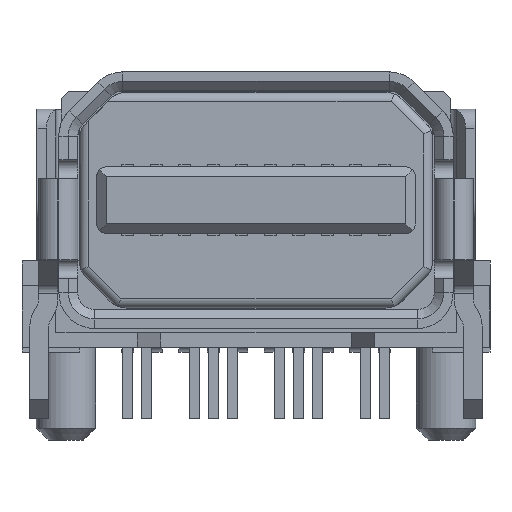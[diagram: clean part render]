
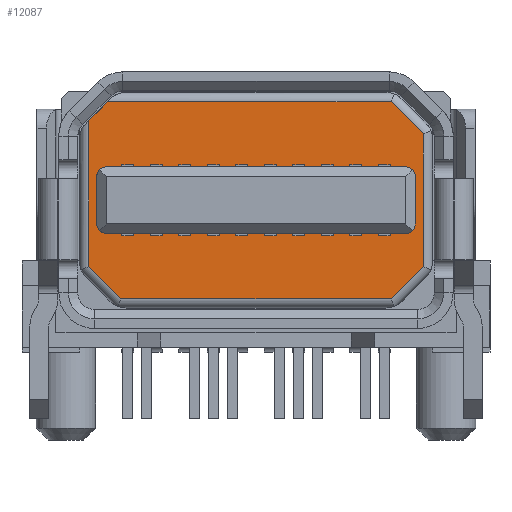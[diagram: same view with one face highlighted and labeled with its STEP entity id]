
A CAD part, front view. The second image highlights one B-rep face of the part: STEP entity #12087.
In plain terms, the highlighted planar face has unit normal (0, -1, 0).
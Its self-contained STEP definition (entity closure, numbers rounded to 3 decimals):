
#903=FACE_OUTER_BOUND($,#1625,.T.);
#1625=EDGE_LOOP($,(#9514,#9515,#9516,#9517,#9518,#9519,#9520,#9521));
#2641=LINE($,#18881,#4054);
#2646=LINE($,#18895,#4059);
#2650=LINE($,#18918,#4063);
#2655=LINE($,#18942,#4068);
#2660=LINE($,#18970,#4073);
#2665=LINE($,#18994,#4078);
#2670=LINE($,#19020,#4083);
#2675=LINE($,#19049,#4088);
#4054=VECTOR($,#15239,3.071);
#4059=VECTOR($,#15254,0.556);
#4063=VECTOR($,#15264,0.956);
#4068=VECTOR($,#15279,5.689);
#4073=VECTOR($,#15294,0.956);
#4078=VECTOR($,#15309,2.789);
#4083=VECTOR($,#15324,0.956);
#4088=VECTOR($,#15337,5.971);
#5380=VERTEX_POINT($,#18878);
#5381=VERTEX_POINT($,#18880);
#5385=VERTEX_POINT($,#18894);
#5391=VERTEX_POINT($,#18916);
#5397=VERTEX_POINT($,#18940);
#5403=VERTEX_POINT($,#18968);
#5409=VERTEX_POINT($,#18992);
#5415=VERTEX_POINT($,#19018);
#6822=EDGE_CURVE($,#5380,#5381,#2641,.T.);
#6829=EDGE_CURVE($,#5381,#5385,#2646,.T.);
#6837=EDGE_CURVE($,#5391,#5380,#2650,.T.);
#6846=EDGE_CURVE($,#5397,#5391,#2655,.T.);
#6855=EDGE_CURVE($,#5403,#5397,#2660,.T.);
#6864=EDGE_CURVE($,#5409,#5403,#2665,.T.);
#6873=EDGE_CURVE($,#5415,#5409,#2670,.T.);
#6881=EDGE_CURVE($,#5385,#5415,#2675,.T.);
#9514=ORIENTED_EDGE($,*,*,#6822,.F.);
#9515=ORIENTED_EDGE($,*,*,#6837,.F.);
#9516=ORIENTED_EDGE($,*,*,#6846,.F.);
#9517=ORIENTED_EDGE($,*,*,#6855,.F.);
#9518=ORIENTED_EDGE($,*,*,#6864,.F.);
#9519=ORIENTED_EDGE($,*,*,#6873,.F.);
#9520=ORIENTED_EDGE($,*,*,#6881,.F.);
#9521=ORIENTED_EDGE($,*,*,#6829,.F.);
#11414=PLANE($,#13128);
#12087=ADVANCED_FACE($,(#903),#11414,.T.);
#13128=AXIS2_PLACEMENT_3D($,#19060,#15351,#15352);
#15239=DIRECTION($,(0.,0.,1.));
#15254=DIRECTION($,(0.707,0.,0.707));
#15264=DIRECTION($,(-0.707,0.,0.707));
#15279=DIRECTION($,(-1.,0.,0.));
#15294=DIRECTION($,(-0.707,0.,-0.707));
#15309=DIRECTION($,(0.,0.,-1.));
#15324=DIRECTION($,(0.707,0.,-0.707));
#15337=DIRECTION($,(1.,0.,0.));
#15351=DIRECTION('center_axis',(0.,-1.,0.));
#15352=DIRECTION('ref_axis',(1.,0.,0.));
#18878=CARTESIAN_POINT('',(-3.52,-0.53,1.806));
#18880=CARTESIAN_POINT('',(-3.52,-0.53,4.877));
#18881=CARTESIAN_POINT($,(-3.52,-0.53,3.835));
#18894=CARTESIAN_POINT('',(-3.127,-0.53,5.27));
#18895=CARTESIAN_POINT($,(-3.574,-0.53,4.824));
#18916=CARTESIAN_POINT('',(-2.844,-0.53,1.13));
#18918=CARTESIAN_POINT($,(-2.945,-0.53,1.23));
#18940=CARTESIAN_POINT('',(2.844,-0.53,1.13));
#18942=CARTESIAN_POINT($,(-1.36,-0.53,1.13));
#18968=CARTESIAN_POINT('',(3.52,-0.53,1.806));
#18970=CARTESIAN_POINT($,(2.695,-0.53,0.98));
#18992=CARTESIAN_POINT('',(3.52,-0.53,4.594));
#18994=CARTESIAN_POINT($,(3.52,-0.53,2.565));
#19018=CARTESIAN_POINT('',(2.844,-0.53,5.27));
#19020=CARTESIAN_POINT($,(2.945,-0.53,5.17));
#19049=CARTESIAN_POINT($,(1.36,-0.53,5.27));
#19060=CARTESIAN_POINT('Origin',(0.,-0.53,
3.2));
